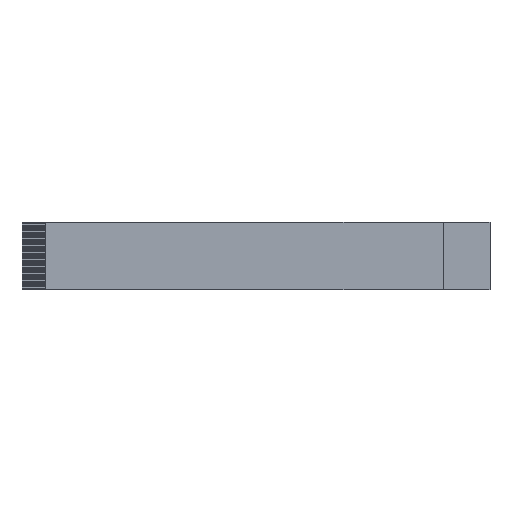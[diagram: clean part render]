
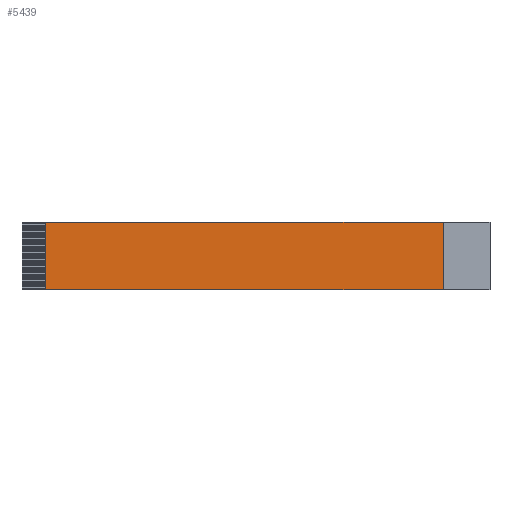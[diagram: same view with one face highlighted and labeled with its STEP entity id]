
A CAD part, top view. The second image highlights one B-rep face of the part: STEP entity #5439.
In plain terms, the highlighted planar face has unit normal (0, 0, 1).
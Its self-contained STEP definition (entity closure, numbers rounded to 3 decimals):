
#401=ORIENTED_EDGE('',*,*,#1577,.F.);
#402=ORIENTED_EDGE('',*,*,#1380,.F.);
#403=ORIENTED_EDGE('',*,*,#1578,.T.);
#404=ORIENTED_EDGE('',*,*,#1370,.T.);
#1370=EDGE_CURVE('',#1974,#1973,#2337,.T.);
#1380=EDGE_CURVE('',#1981,#1849,#2346,.T.);
#1577=EDGE_CURVE('',#1849,#1973,#2543,.T.);
#1578=EDGE_CURVE('',#1981,#1974,#2544,.T.);
#1849=VERTEX_POINT('',#6751);
#1973=VERTEX_POINT('',#7009);
#1974=VERTEX_POINT('',#7011);
#1981=VERTEX_POINT('',#7030);
#2337=LINE('',#7010,#2939);
#2346=LINE('',#7031,#2948);
#2543=LINE('',#7452,#3145);
#2544=LINE('',#7453,#3146);
#2939=VECTOR('',#5897,1000.);
#2948=VECTOR('',#5908,1000.);
#3145=VECTOR('',#6221,1000.);
#3146=VECTOR('',#6222,1000.);
#3477=EDGE_LOOP('',(#401,#402,#403,#404));
#3665=FACE_BOUND('',#3477,.T.);
#3853=PLANE('',#5634);
#5439=ADVANCED_FACE('',(#3665),#3853,.F.);
#5634=AXIS2_PLACEMENT_3D('',#7451,#6219,#6220);
#5897=DIRECTION('',(1.,0.,0.));
#5908=DIRECTION('',(1.,0.,0.));
#6219=DIRECTION('',(0.,0.,-1.));
#6220=DIRECTION('',(-1.,0.,0.));
#6221=DIRECTION('',(0.,-1.,0.));
#6222=DIRECTION('',(0.,-1.,0.));
#6751=CARTESIAN_POINT('',(40.,7.25,0.095));
#7009=CARTESIAN_POINT('',(40.,-7.25,0.095));
#7010=CARTESIAN_POINT('',(-45.,-7.25,0.095));
#7011=CARTESIAN_POINT('',(-45.,-7.25,0.095));
#7030=CARTESIAN_POINT('',(-45.,7.25,0.095));
#7031=CARTESIAN_POINT('',(-45.,7.25,0.095));
#7451=CARTESIAN_POINT('',(-45.,7.25,0.095));
#7452=CARTESIAN_POINT('',(40.,7.25,0.095));
#7453=CARTESIAN_POINT('',(-45.,7.25,0.095));
